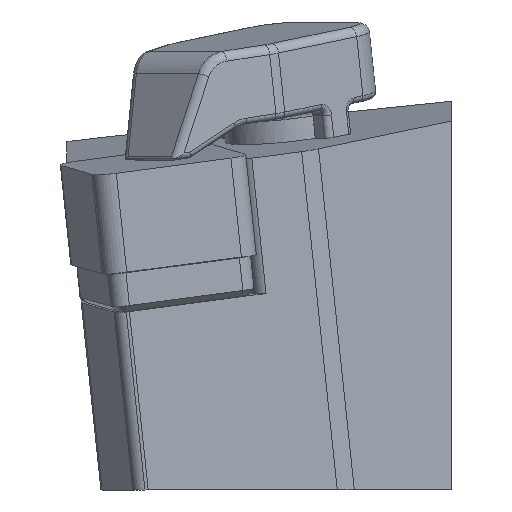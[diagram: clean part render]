
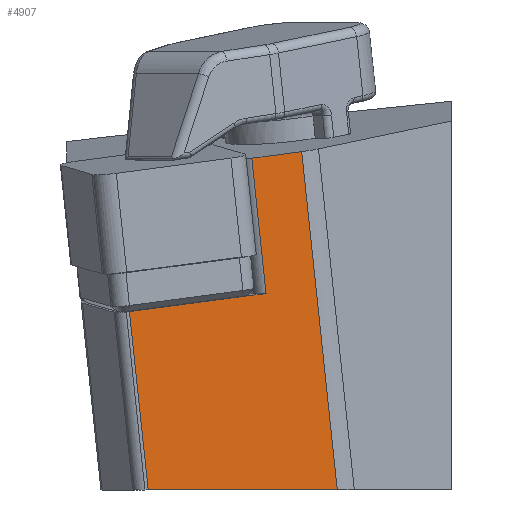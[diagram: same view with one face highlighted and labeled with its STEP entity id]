
A CAD part, left-side view. The second image highlights one B-rep face of the part: STEP entity #4907.
In plain terms, the highlighted planar face has unit normal (-0.963, -0.258, -0.075).
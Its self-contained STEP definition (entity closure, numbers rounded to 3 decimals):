
#12 = VERTEX_POINT ( 'NONE', #7744 ) ;
#182 = LINE ( 'NONE', #1268, #5907 ) ;
#275 = CARTESIAN_POINT ( 'NONE',  ( 7.366, 2.321, 3.197 ) ) ;
#402 = VERTEX_POINT ( 'NONE', #7100 ) ;
#519 = VECTOR ( 'NONE', #5970, 1000. ) ;
#607 = LINE ( 'NONE', #6029, #7052 ) ;
#1044 = ORIENTED_EDGE ( 'NONE', *, *, #3606, .T. ) ;
#1090 = DIRECTION ( 'NONE',  ( 0.963, 0.258, 0.075 ) ) ;
#1133 = DIRECTION ( 'NONE',  ( 0.247, -0.961, 0.127 ) ) ;
#1241 = DIRECTION ( 'NONE',  ( -0.105, 0.104, 0.989 ) ) ;
#1268 = CARTESIAN_POINT ( 'NONE',  ( 9.492, 2.543, -25. ) ) ;
#1352 = DIRECTION ( 'NONE',  ( -0.259, 0.966, 0. ) ) ;
#1448 = CARTESIAN_POINT ( 'NONE',  ( -19.251, 35.941, 230.344 ) ) ;
#1486 = CARTESIAN_POINT ( 'NONE',  ( -23.074, 50.78, 228.381 ) ) ;
#1514 = CARTESIAN_POINT ( 'NONE',  ( 3.704, 24.148, -25. ) ) ;
#1674 = EDGE_CURVE ( 'NONE', #5185, #5297, #182, .T. ) ;
#2433 = ORIENTED_EDGE ( 'NONE', *, *, #5717, .F. ) ;
#2769 = CARTESIAN_POINT ( 'NONE',  ( 4.889, 11.933, 1.925 ) ) ;
#3001 = DIRECTION ( 'NONE',  ( 0.259, -0.966, 0. ) ) ;
#3148 = LINE ( 'NONE', #1486, #7856 ) ;
#3178 = CARTESIAN_POINT ( 'NONE',  ( 2.203, 25.641, -10.8 ) ) ;
#3267 = LINE ( 'NONE', #8001, #3631 ) ;
#3606 = EDGE_CURVE ( 'NONE', #8092, #5297, #3148, .T. ) ;
#3631 = VECTOR ( 'NONE', #1133, 1000. ) ;
#3745 = ORIENTED_EDGE ( 'NONE', *, *, #5864, .F. ) ;
#3875 = AXIS2_PLACEMENT_3D ( 'NONE', #5497, #1090, #3001 ) ;
#3921 = VERTEX_POINT ( 'NONE', #2769 ) ;
#4507 = CARTESIAN_POINT ( 'NONE',  ( 7.735, 9.103, -25. ) ) ;
#4559 = DIRECTION ( 'NONE',  ( 0.105, -0.104, -0.989 ) ) ;
#4873 = VECTOR ( 'NONE', #4559, 1000. ) ;
#4907 = ADVANCED_FACE ( 'NONE', ( #5503 ), #7213, .F. ) ;
#5185 = VERTEX_POINT ( 'NONE', #4507 ) ;
#5297 = VERTEX_POINT ( 'NONE', #1514 ) ;
#5348 = ORIENTED_EDGE ( 'NONE', *, *, #7839, .F. ) ;
#5497 = CARTESIAN_POINT ( 'NONE',  ( -19.251, 35.941, 230.344 ) ) ;
#5503 = FACE_OUTER_BOUND ( 'NONE', #5910, .T. ) ;
#5717 = EDGE_CURVE ( 'NONE', #3921, #5185, #6570, .T. ) ;
#5864 = EDGE_CURVE ( 'NONE', #12, #3921, #6660, .T. ) ;
#5907 = VECTOR ( 'NONE', #1352, 1000. ) ;
#5910 = EDGE_LOOP ( 'NONE', ( #5348, #1044, #6514, #2433, #3745, #7085 ) ) ;
#5970 = DIRECTION ( 'NONE',  ( 0.247, -0.961, 0.127 ) ) ;
#6029 = CARTESIAN_POINT ( 'NONE',  ( 3.184, 16.578, 7.867 ) ) ;
#6077 = EDGE_CURVE ( 'NONE', #402, #12, #607, .T. ) ;
#6514 = ORIENTED_EDGE ( 'NONE', *, *, #1674, .F. ) ;
#6570 = LINE ( 'NONE', #1448, #4873 ) ;
#6660 = LINE ( 'NONE', #275, #519 ) ;
#7052 = VECTOR ( 'NONE', #1241, 1000. ) ;
#7085 = ORIENTED_EDGE ( 'NONE', *, *, #6077, .F. ) ;
#7100 = CARTESIAN_POINT ( 'NONE',  ( 5.005, 14.767, -9.361 ) ) ;
#7121 = DIRECTION ( 'NONE',  ( 0.105, -0.104, -0.989 ) ) ;
#7213 = PLANE ( 'NONE',  #3875 ) ;
#7744 = CARTESIAN_POINT ( 'NONE',  ( 3.868, 15.898, 1.4 ) ) ;
#7839 = EDGE_CURVE ( 'NONE', #8092, #402, #3267, .T. ) ;
#7856 = VECTOR ( 'NONE', #7121, 1000. ) ;
#8001 = CARTESIAN_POINT ( 'NONE',  ( 6.027, 10.802, -8.836 ) ) ;
#8092 = VERTEX_POINT ( 'NONE', #3178 ) ;
